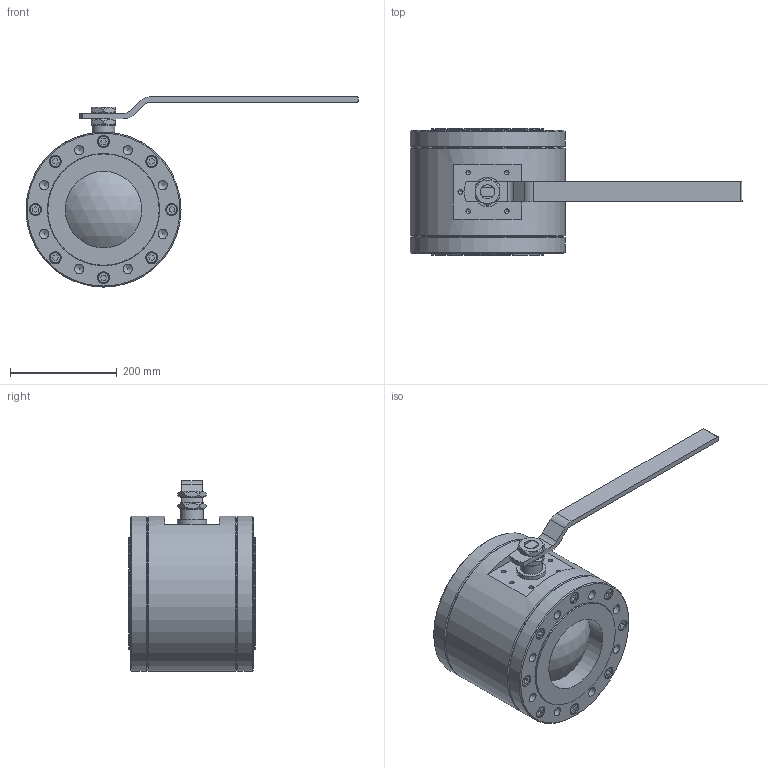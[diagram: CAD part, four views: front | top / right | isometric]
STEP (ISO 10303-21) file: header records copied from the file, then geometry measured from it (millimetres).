
FILE_DESCRIPTION( ( 'STEP AP214' ), '1' );
FILE_NAME( ' ', ' ', ( ' ' ), ( ' ' ), 'PSStep 13.0', 'VISI 18.0', ' ' );
FILE_SCHEMA( ( 'AUTOMOTIVE_DESIGN { 1 0 10303 214 1 1 1 1 }' ) );
Length unit declared in the file: millimetre
Products named in the file (1): 1
Bounding box: 621 x 236 x 355.9 mm (x, y, z)
Volume: 13630413.3 mm3; surface area: 811799.4 mm2
Topology: 1 solids, 20 shells, 441 faces, 960 edges, 633 vertices
Faces by surface type: plane 246, cylinder 108, cone 68, torus 16, sphere 3
Full cylindrical faces by diameter (mm): 8.5 x6, 12 x16, 15.5 x16, 17.5 x16, 21 x16, 22.5 x16, 26.5 x1, 42 x1, 55 x1, 143 x2, 210 x2, 223.8 x2, 224 x1, 290 x3
Entity records: 13953 total; most frequent: CARTESIAN_POINT 1864, DIRECTION 1824, ORIENTED_EDGE 1350, AXIS2_PLACEMENT_3D 731, EDGE_LOOP 702, EDGE_CURVE 675, FACE_OUTER_BOUND 555, VERTEX_POINT 555
